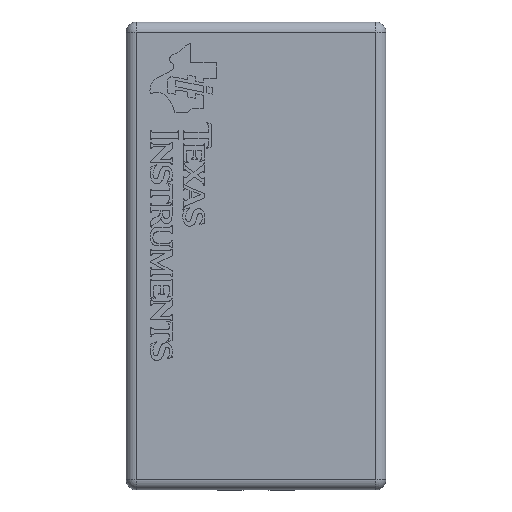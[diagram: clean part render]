
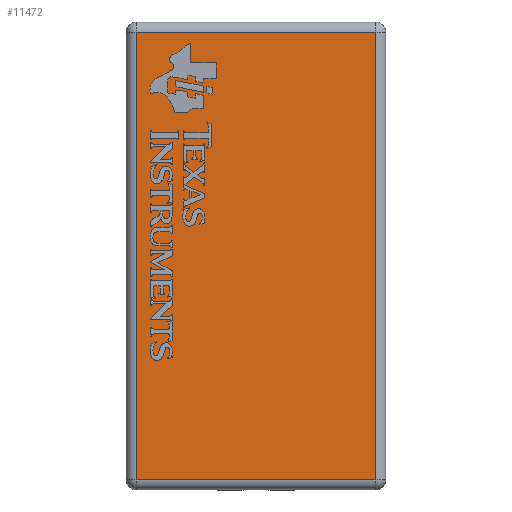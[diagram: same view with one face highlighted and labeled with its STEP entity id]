
A CAD part, top view. The second image highlights one B-rep face of the part: STEP entity #11472.
In plain terms, the highlighted face is planar.
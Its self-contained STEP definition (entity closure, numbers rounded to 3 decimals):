
#644=PLANE('',#12188);
#1101=FACE_OUTER_BOUND('',#1762,.T.);
#1762=EDGE_LOOP('',(#8052,#8053,#8054,#8055));
#2419=LINE('',#15264,#3713);
#2421=LINE('',#15272,#3715);
#2423=LINE('',#15282,#3717);
#2425=LINE('',#15291,#3719);
#3713=VECTOR('',#12770,4.3);
#3715=VECTOR('',#12778,2.3);
#3717=VECTOR('',#12790,4.3);
#3719=VECTOR('',#12802,2.3);
#5102=VERTEX_POINT('',#15257);
#5105=VERTEX_POINT('',#15262);
#5106=VERTEX_POINT('',#15266);
#5109=VERTEX_POINT('',#15276);
#6249=EDGE_CURVE('',#5105,#5102,#2419,.T.);
#6253=EDGE_CURVE('',#5102,#5106,#2421,.T.);
#6258=EDGE_CURVE('',#5106,#5109,#2423,.T.);
#6263=EDGE_CURVE('',#5109,#5105,#2425,.T.);
#8052=ORIENTED_EDGE('',*,*,#6249,.F.);
#8053=ORIENTED_EDGE('',*,*,#6263,.F.);
#8054=ORIENTED_EDGE('',*,*,#6258,.F.);
#8055=ORIENTED_EDGE('',*,*,#6253,.F.);
#11472=ADVANCED_FACE('',(#1101),#644,.T.);
#12188=AXIS2_PLACEMENT_3D('',#15394,#12870,#12871);
#12770=DIRECTION('',(0.,0.,-1.));
#12778=DIRECTION('',(1.,0.,0.));
#12790=DIRECTION('',(0.,0.,1.));
#12802=DIRECTION('',(-1.,0.,0.));
#12870=DIRECTION('center_axis',(0.,1.,0.));
#12871=DIRECTION('ref_axis',(1.,0.,0.));
#15257=CARTESIAN_POINT('',(-1.15,0.975,-2.15));
#15262=CARTESIAN_POINT('',(-1.15,0.975,2.15));
#15264=CARTESIAN_POINT('',(-1.15,0.975,-1.125));
#15266=CARTESIAN_POINT('',(1.15,0.975,-2.15));
#15272=CARTESIAN_POINT('',(0.625,0.975,-2.15));
#15276=CARTESIAN_POINT('',(1.15,0.975,2.15));
#15282=CARTESIAN_POINT('',(1.15,0.975,1.125));
#15291=CARTESIAN_POINT('',(-0.625,0.975,2.15));
#15394=CARTESIAN_POINT('Origin',(0.,0.975,0.));
